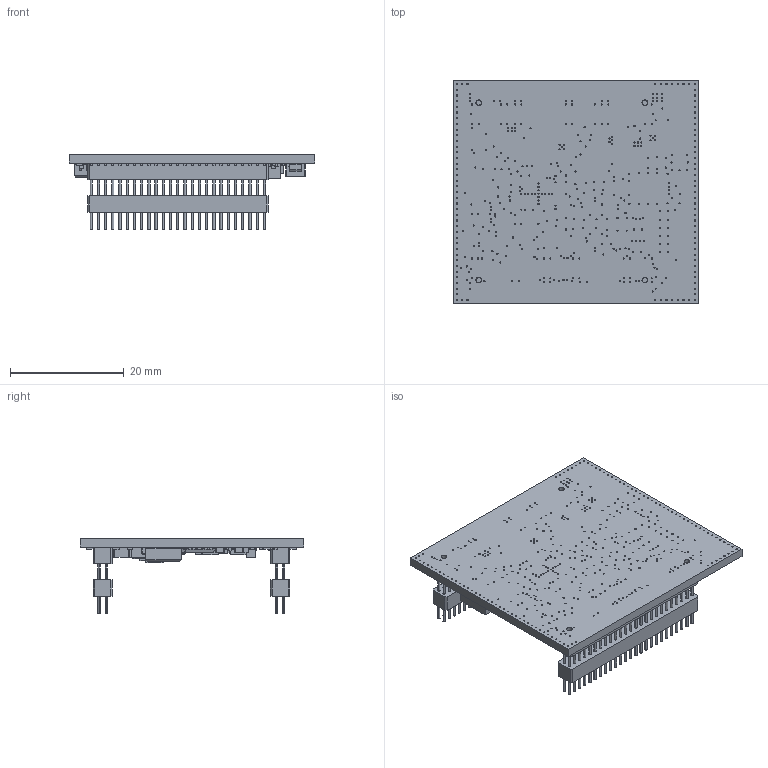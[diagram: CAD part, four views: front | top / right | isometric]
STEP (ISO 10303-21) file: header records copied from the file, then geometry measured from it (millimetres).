
FILE_DESCRIPTION((''),'2;1');
FILE_NAME('85503A_ASM','2023-09-05T14:04:04',('Tiegang.Guan'),(''),'CREO PARAMETRIC BY PTC INC, 2022284','CREO PARAMETRIC BY PTC INC, 2022284','');
FILE_SCHEMA(('CONFIG_CONTROL_DESIGN'));
Products named in the file (20): 85503A; 0402H035_IPC; 1206H18_IPC; 1210H270_IPC; 0402H06_IPC; CONN_2X25_50MIL_MALE_SMD_H11-7; SO-8W; SMD_3-2X2-5_4H08; SOT-23; INDC4040X200L; QFN_8X8_68H0-9_THERM_4-9X4-5; SMD_2-05X2-05; SOD-323_BIDI; SMD_0-9X0-75; 0603H1_IPC; 0603H09_IPC; 0402H04_IPC; 0805H15_IPC; 1210H155_IPC; 85503A_ASM
Assembly tree (127 placements, depth 2):
  85503A_ASM
    85503A
    0402H035_IPC  x67
    1206H18_IPC  x6
    1210H270_IPC
    0402H06_IPC  x20
    CONN_2X25_50MIL_MALE_SMD_H11-7  x2
    SO-8W
    SMD_3-2X2-5_4H08
    SOT-23  x2
    INDC4040X200L
    QFN_8X8_68H0-9_THERM_4-9X4-5
    SMD_2-05X2-05
    SOD-323_BIDI
    SMD_0-9X0-75  x4
    0603H1_IPC  x2
    0603H09_IPC  x6
    0402H04_IPC  x8
    0805H15_IPC
    1210H155_IPC
Bounding box: 43.2 x 39.4 x 13.26 mm (x, y, z)
Volume: 4379.1 mm3; surface area: 7883.5 mm2
Topology: 127 solids, 127 shells, 4160 faces, 11262 edges, 7484 vertices
Faces by surface type: plane 2670, cylinder 1478, sphere 12
Entity records: 74484 total; most frequent: DIRECTION 13240, CARTESIAN_POINT 12555, ORIENTED_EDGE 12220, EDGE_CURVE 6110, AXIS2_PLACEMENT_3D 4825, VERTEX_POINT 4052, VECTOR 3590, LINE 3590
